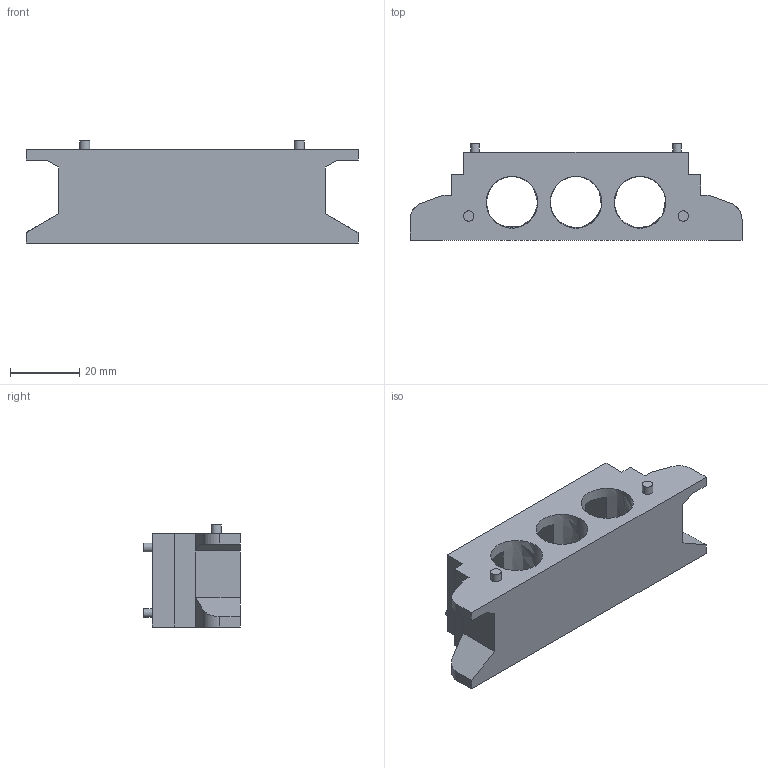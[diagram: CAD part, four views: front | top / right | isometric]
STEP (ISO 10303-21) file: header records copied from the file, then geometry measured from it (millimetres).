
FILE_DESCRIPTION((''),'2;1');
FILE_NAME('2630_01.stp','2006-01-04T10:24:26',('rivolro1'),(''),'Autodesk Inventor 10','Autodesk Inventor 10','');
FILE_SCHEMA(('AUTOMOTIVE_DESIGN { 1 0 10303 214 1 1 1 1 }'));
Length unit declared in the file: millimetre
Products named in the file (1): 2630_01
Bounding box: 96 x 28 x 29.5 mm (x, y, z)
Volume: 34356.8 mm3; surface area: 13760.7 mm2
Topology: 1 solids, 1 shells, 63 faces, 158 edges, 105 vertices
Faces by surface type: plane 46, cylinder 10, bspline 7
Full cylindrical faces by diameter (mm): 2.5 x2, 3 x2, 3.2 x2
Entity records: 1910 total; most frequent: CARTESIAN_POINT 401, DIRECTION 294, ORIENTED_EDGE 288, EDGE_CURVE 144, VECTOR 108, LINE 108, VERTEX_POINT 102, EDGE_LOOP 94
